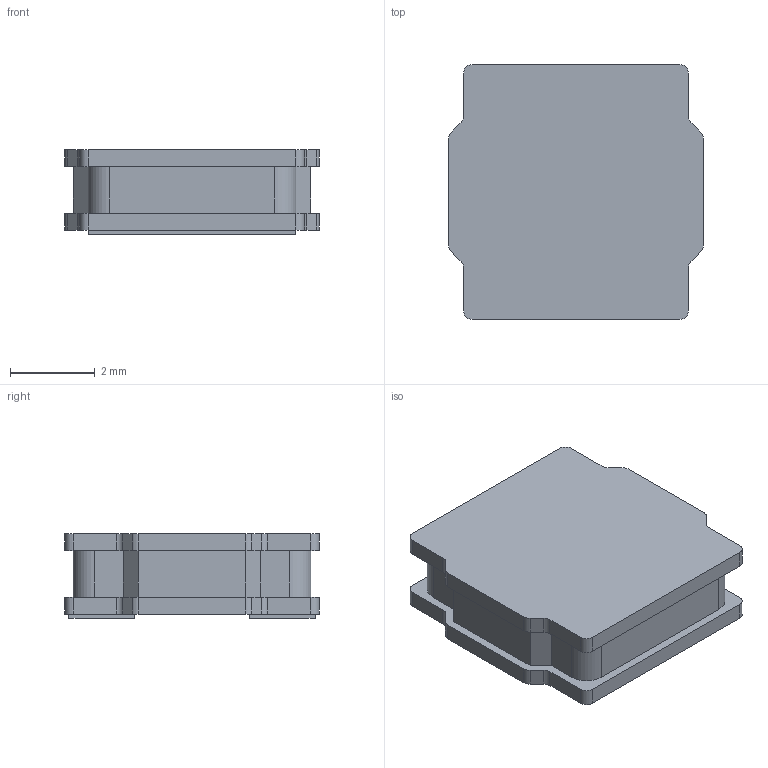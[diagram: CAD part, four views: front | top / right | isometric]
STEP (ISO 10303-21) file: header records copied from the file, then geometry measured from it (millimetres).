
FILE_DESCRIPTION (( 'STEP AP214' ), '1' );
FILE_NAME ('SWPA6020.STEP', '2022-12-03T06:25:40', ( '' ), ( '' ), 'SwSTEP 2.0', 'SolidWorks 2022', '' );
FILE_SCHEMA (( 'AUTOMOTIVE_DESIGN' ));
Length unit declared in the file: millimetre
Products named in the file (1): SWPA6020
Bounding box: 6 x 6 x 2 mm (x, y, z)
Volume: 60.8 mm3; surface area: 120.7 mm2
Topology: 1 solids, 1 shells, 78 faces, 216 edges, 144 vertices
Faces by surface type: plane 50, cylinder 28
Entity records: 3278 total; most frequent: CARTESIAN_POINT 439, ORIENTED_EDGE 432, DIRECTION 430, EDGE_CURVE 216, LINE 160, VECTOR 160, VERTEX_POINT 144, AXIS2_PLACEMENT_3D 135
